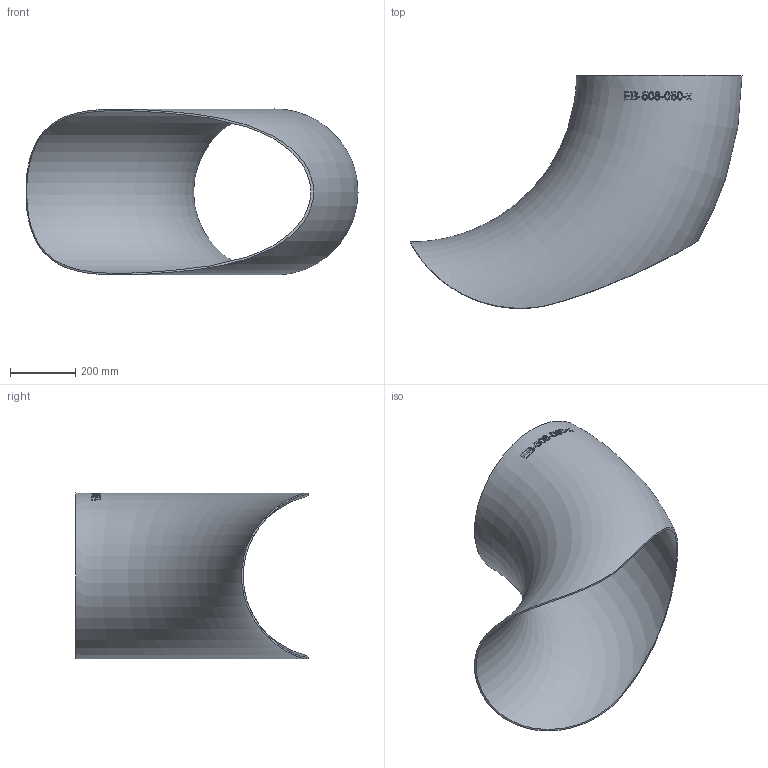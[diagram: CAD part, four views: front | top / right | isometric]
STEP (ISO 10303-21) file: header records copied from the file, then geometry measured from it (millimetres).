
FILE_DESCRIPTION (( 'STEP AP214' ), '1' );
FILE_NAME ('EB-508-050-x Einschweissbogen 2210.STEP', '2022-10-13T10:55:42', ( '' ), ( '' ), 'SwSTEP 2.0', 'SolidWorks 2019', '' );
FILE_SCHEMA (( 'AUTOMOTIVE_DESIGN' ));
Length unit declared in the file: millimetre
Products named in the file (1): EB-508-050-x Einschweissbogen 2210
Bounding box: 1016 x 712.56 x 508 mm (x, y, z)
Volume: 6034961.4 mm3; surface area: 2445619.4 mm2
Topology: 1 solids, 1 shells, 161 faces, 429 edges, 288 vertices
Faces by surface type: bspline 137, torus 21, plane 2, cylinder 1
Entity records: 39264 total; most frequent: CARTESIAN_POINT 34834, ORIENTED_EDGE 850, EDGE_CURVE 425, B_SPLINE_CURVE_WITH_KNOTS 419, VERTEX_POINT 286, EDGE_LOOP 183, FACE_OUTER_BOUND 163, ADVANCED_FACE 161
